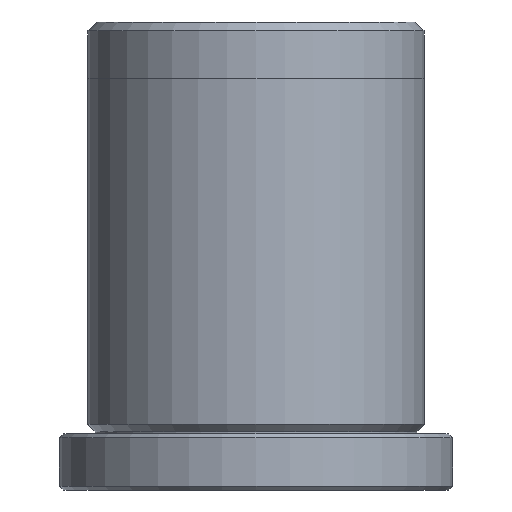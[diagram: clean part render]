
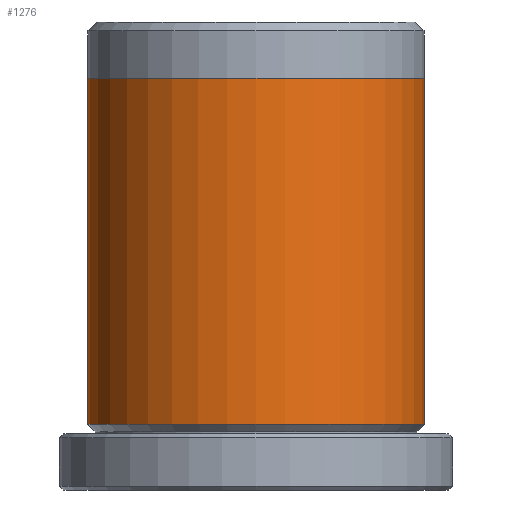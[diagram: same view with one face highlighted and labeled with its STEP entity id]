
A CAD part, front view. The second image highlights one B-rep face of the part: STEP entity #1276.
In plain terms, the highlighted cylindrical face has radius 9 mm (diameter 18 mm), a partial arc.
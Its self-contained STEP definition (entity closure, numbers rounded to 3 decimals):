
#52 = CARTESIAN_POINT ( 'NONE',  ( 9., 0., 22. ) ) ;
#104 = VERTEX_POINT ( 'NONE', #497 ) ;
#107 = EDGE_LOOP ( 'NONE', ( #1188, #1086, #1220, #141 ) ) ;
#141 = ORIENTED_EDGE ( 'NONE', *, *, #1231, .F. ) ;
#150 = CYLINDRICAL_SURFACE ( 'NONE', #220, 9. ) ;
#204 = FACE_OUTER_BOUND ( 'NONE', #107, .T. ) ;
#220 = AXIS2_PLACEMENT_3D ( 'NONE', #1659, #384, #772 ) ;
#222 = DIRECTION ( 'NONE',  ( 0., 0., -1. ) ) ;
#226 = CARTESIAN_POINT ( 'NONE',  ( 9., 0., 25. ) ) ;
#286 = CIRCLE ( 'NONE', #1399, 9. ) ;
#308 = AXIS2_PLACEMENT_3D ( 'NONE', #644, #1636, #781 ) ;
#384 = DIRECTION ( 'NONE',  ( 0., 0., -1. ) ) ;
#450 = VERTEX_POINT ( 'NONE', #1403 ) ;
#497 = CARTESIAN_POINT ( 'NONE',  ( 9., 0., 3.5 ) ) ;
#516 = DIRECTION ( 'NONE',  ( 0., 0., -1. ) ) ;
#644 = CARTESIAN_POINT ( 'NONE',  ( 0., 0., 22. ) ) ;
#746 = LINE ( 'NONE', #1508, #1206 ) ;
#768 = CARTESIAN_POINT ( 'NONE',  ( -9., 0., 22. ) ) ;
#772 = DIRECTION ( 'NONE',  ( -1., 0., 0. ) ) ;
#781 = DIRECTION ( 'NONE',  ( 1., 0., 0. ) ) ;
#856 = VERTEX_POINT ( 'NONE', #768 ) ;
#1027 = VECTOR ( 'NONE', #1374, 1000. ) ;
#1074 = CARTESIAN_POINT ( 'NONE',  ( 0., 0., 3.5 ) ) ;
#1086 = ORIENTED_EDGE ( 'NONE', *, *, #1329, .F. ) ;
#1188 = ORIENTED_EDGE ( 'NONE', *, *, #1520, .F. ) ;
#1206 = VECTOR ( 'NONE', #516, 1000. ) ;
#1219 = DIRECTION ( 'NONE',  ( -1., 0., 0. ) ) ;
#1220 = ORIENTED_EDGE ( 'NONE', *, *, #1418, .T. ) ;
#1231 = EDGE_CURVE ( 'NONE', #104, #450, #286, .T. ) ;
#1276 = ADVANCED_FACE ( 'NONE', ( #204 ), #150, .T. ) ;
#1293 = VERTEX_POINT ( 'NONE', #52 ) ;
#1329 = EDGE_CURVE ( 'NONE', #856, #1293, #1345, .T. ) ;
#1345 = CIRCLE ( 'NONE', #308, 9. ) ;
#1374 = DIRECTION ( 'NONE',  ( 0., 0., -1. ) ) ;
#1399 = AXIS2_PLACEMENT_3D ( 'NONE', #1074, #222, #1219 ) ;
#1403 = CARTESIAN_POINT ( 'NONE',  ( -9., 0., 3.5 ) ) ;
#1418 = EDGE_CURVE ( 'NONE', #856, #450, #746, .T. ) ;
#1508 = CARTESIAN_POINT ( 'NONE',  ( -9., 0., 25. ) ) ;
#1520 = EDGE_CURVE ( 'NONE', #1293, #104, #1812, .T. ) ;
#1636 = DIRECTION ( 'NONE',  ( 0., 0., 1. ) ) ;
#1659 = CARTESIAN_POINT ( 'NONE',  ( 0., 0., 25. ) ) ;
#1812 = LINE ( 'NONE', #226, #1027 ) ;
